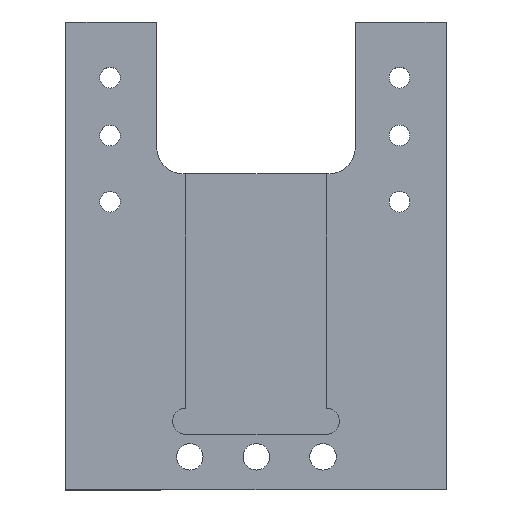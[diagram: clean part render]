
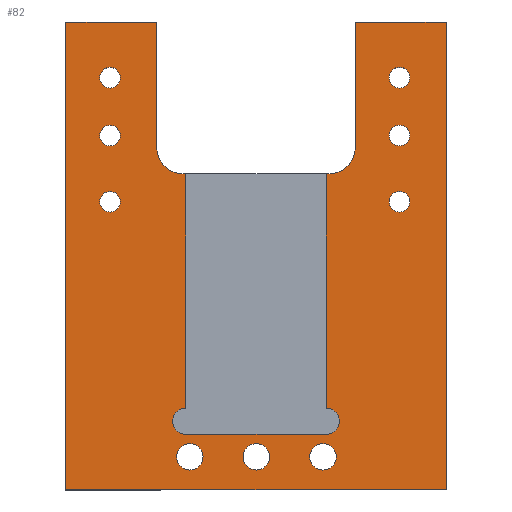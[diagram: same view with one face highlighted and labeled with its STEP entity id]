
A CAD part, top view. The second image highlights one B-rep face of the part: STEP entity #82.
In plain terms, the highlighted planar face has unit normal (0, 0, 1).
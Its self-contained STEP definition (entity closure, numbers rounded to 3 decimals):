
#82=ADVANCED_FACE('',(#224,#225,#226,#227,#228,#229,#230,#231,#232,#233),
#127,.T.);
#127=PLANE('',#780);
#144=LINE('',#1084,#184);
#145=LINE('',#1086,#185);
#146=LINE('',#1090,#186);
#147=LINE('',#1092,#187);
#148=LINE('',#1094,#188);
#149=LINE('',#1096,#189);
#150=LINE('',#1098,#190);
#151=LINE('',#1100,#191);
#152=LINE('',#1102,#192);
#153=LINE('',#1106,#193);
#154=LINE('',#1108,#194);
#155=LINE('',#1112,#195);
#184=VECTOR('',#864,1.);
#185=VECTOR('',#865,1.);
#186=VECTOR('',#868,1.);
#187=VECTOR('',#869,1.);
#188=VECTOR('',#870,1.);
#189=VECTOR('',#871,1.);
#190=VECTOR('',#872,1.);
#191=VECTOR('',#873,1.);
#192=VECTOR('',#874,1.);
#193=VECTOR('',#877,1.);
#194=VECTOR('',#878,1.);
#195=VECTOR('',#881,1.);
#224=FACE_BOUND('',#306,.T.);
#225=FACE_BOUND('',#307,.T.);
#226=FACE_BOUND('',#308,.T.);
#227=FACE_BOUND('',#309,.T.);
#228=FACE_BOUND('',#310,.T.);
#229=FACE_BOUND('',#311,.T.);
#230=FACE_BOUND('',#312,.T.);
#231=FACE_BOUND('',#313,.T.);
#232=FACE_BOUND('',#314,.T.);
#233=FACE_BOUND('',#315,.T.);
#306=EDGE_LOOP('',(#396));
#307=EDGE_LOOP('',(#397));
#308=EDGE_LOOP('',(#398,#399,#400,#401,#402,#403,#404,#405,#406,#407,#408,
#409,#410,#411,#412,#413));
#309=EDGE_LOOP('',(#414));
#310=EDGE_LOOP('',(#415));
#311=EDGE_LOOP('',(#416));
#312=EDGE_LOOP('',(#417));
#313=EDGE_LOOP('',(#418));
#314=EDGE_LOOP('',(#419));
#315=EDGE_LOOP('',(#420));
#396=ORIENTED_EDGE('',*,*,#638,.F.);
#397=ORIENTED_EDGE('',*,*,#639,.F.);
#398=ORIENTED_EDGE('',*,*,#640,.F.);
#399=ORIENTED_EDGE('',*,*,#641,.F.);
#400=ORIENTED_EDGE('',*,*,#642,.T.);
#401=ORIENTED_EDGE('',*,*,#643,.T.);
#402=ORIENTED_EDGE('',*,*,#644,.F.);
#403=ORIENTED_EDGE('',*,*,#645,.F.);
#404=ORIENTED_EDGE('',*,*,#646,.F.);
#405=ORIENTED_EDGE('',*,*,#647,.T.);
#406=ORIENTED_EDGE('',*,*,#648,.F.);
#407=ORIENTED_EDGE('',*,*,#649,.F.);
#408=ORIENTED_EDGE('',*,*,#650,.F.);
#409=ORIENTED_EDGE('',*,*,#651,.T.);
#410=ORIENTED_EDGE('',*,*,#652,.T.);
#411=ORIENTED_EDGE('',*,*,#653,.F.);
#412=ORIENTED_EDGE('',*,*,#654,.F.);
#413=ORIENTED_EDGE('',*,*,#655,.F.);
#414=ORIENTED_EDGE('',*,*,#656,.F.);
#415=ORIENTED_EDGE('',*,*,#657,.F.);
#416=ORIENTED_EDGE('',*,*,#658,.F.);
#417=ORIENTED_EDGE('',*,*,#659,.F.);
#418=ORIENTED_EDGE('',*,*,#660,.F.);
#419=ORIENTED_EDGE('',*,*,#661,.F.);
#420=ORIENTED_EDGE('',*,*,#662,.F.);
#564=VERTEX_POINT('',#1078);
#565=VERTEX_POINT('',#1080);
#566=VERTEX_POINT('',#1082);
#567=VERTEX_POINT('',#1083);
#568=VERTEX_POINT('',#1085);
#569=VERTEX_POINT('',#1087);
#570=VERTEX_POINT('',#1089);
#571=VERTEX_POINT('',#1091);
#572=VERTEX_POINT('',#1093);
#573=VERTEX_POINT('',#1095);
#574=VERTEX_POINT('',#1097);
#575=VERTEX_POINT('',#1099);
#576=VERTEX_POINT('',#1101);
#577=VERTEX_POINT('',#1103);
#578=VERTEX_POINT('',#1105);
#579=VERTEX_POINT('',#1107);
#580=VERTEX_POINT('',#1109);
#581=VERTEX_POINT('',#1111);
#582=VERTEX_POINT('',#1114);
#583=VERTEX_POINT('',#1116);
#584=VERTEX_POINT('',#1118);
#585=VERTEX_POINT('',#1120);
#586=VERTEX_POINT('',#1122);
#587=VERTEX_POINT('',#1124);
#588=VERTEX_POINT('',#1126);
#638=EDGE_CURVE('',#564,#564,#722,.T.);
#639=EDGE_CURVE('',#565,#565,#723,.T.);
#640=EDGE_CURVE('',#566,#567,#724,.T.);
#641=EDGE_CURVE('',#568,#566,#144,.T.);
#642=EDGE_CURVE('',#568,#569,#145,.T.);
#643=EDGE_CURVE('',#569,#570,#725,.T.);
#644=EDGE_CURVE('',#571,#570,#146,.T.);
#645=EDGE_CURVE('',#572,#571,#147,.T.);
#646=EDGE_CURVE('',#573,#572,#148,.T.);
#647=EDGE_CURVE('',#573,#574,#149,.T.);
#648=EDGE_CURVE('',#575,#574,#150,.T.);
#649=EDGE_CURVE('',#576,#575,#151,.T.);
#650=EDGE_CURVE('',#577,#576,#152,.T.);
#651=EDGE_CURVE('',#577,#578,#726,.T.);
#652=EDGE_CURVE('',#578,#579,#153,.T.);
#653=EDGE_CURVE('',#580,#579,#154,.T.);
#654=EDGE_CURVE('',#581,#580,#727,.T.);
#655=EDGE_CURVE('',#567,#581,#155,.T.);
#656=EDGE_CURVE('',#582,#582,#728,.T.);
#657=EDGE_CURVE('',#583,#583,#729,.T.);
#658=EDGE_CURVE('',#584,#584,#730,.T.);
#659=EDGE_CURVE('',#585,#585,#731,.T.);
#660=EDGE_CURVE('',#586,#586,#732,.T.);
#661=EDGE_CURVE('',#587,#587,#733,.T.);
#662=EDGE_CURVE('',#588,#588,#734,.T.);
#722=CIRCLE('',#767,1.25);
#723=CIRCLE('',#768,1.25);
#724=CIRCLE('',#769,1.588);
#725=CIRCLE('',#770,3.175);
#726=CIRCLE('',#771,3.175);
#727=CIRCLE('',#772,1.588);
#728=CIRCLE('',#773,1.25);
#729=CIRCLE('',#774,1.25);
#730=CIRCLE('',#775,1.25);
#731=CIRCLE('',#776,1.25);
#732=CIRCLE('',#777,1.6);
#733=CIRCLE('',#778,1.6);
#734=CIRCLE('',#779,1.6);
#767=AXIS2_PLACEMENT_3D('',#1077,#858,#859);
#768=AXIS2_PLACEMENT_3D('',#1079,#860,#861);
#769=AXIS2_PLACEMENT_3D('',#1081,#862,#863);
#770=AXIS2_PLACEMENT_3D('',#1088,#866,#867);
#771=AXIS2_PLACEMENT_3D('',#1104,#875,#876);
#772=AXIS2_PLACEMENT_3D('',#1110,#879,#880);
#773=AXIS2_PLACEMENT_3D('',#1113,#882,#883);
#774=AXIS2_PLACEMENT_3D('',#1115,#884,#885);
#775=AXIS2_PLACEMENT_3D('',#1117,#886,#887);
#776=AXIS2_PLACEMENT_3D('',#1119,#888,#889);
#777=AXIS2_PLACEMENT_3D('',#1121,#890,#891);
#778=AXIS2_PLACEMENT_3D('',#1123,#892,#893);
#779=AXIS2_PLACEMENT_3D('',#1125,#894,#895);
#780=AXIS2_PLACEMENT_3D('',#1127,#896,#897);
#858=DIRECTION('',(0.,0.,1.));
#859=DIRECTION('',(1.,0.,0.));
#860=DIRECTION('',(0.,0.,1.));
#861=DIRECTION('',(1.,0.,0.));
#862=DIRECTION('',(0.,0.,1.));
#863=DIRECTION('',(-1.,0.,0.));
#864=DIRECTION('',(0.,-1.,0.));
#865=DIRECTION('',(-1.,0.,0.));
#866=DIRECTION('',(0.,0.,-1.));
#867=DIRECTION('',(1.,0.,0.));
#868=DIRECTION('',(0.,-1.,0.));
#869=DIRECTION('',(1.,0.,0.));
#870=DIRECTION('',(0.,1.,0.));
#871=DIRECTION('',(1.,0.,0.));
#872=DIRECTION('',(0.,-1.,0.));
#873=DIRECTION('',(1.,0.,0.));
#874=DIRECTION('',(0.,1.,0.));
#875=DIRECTION('',(0.,0.,-1.));
#876=DIRECTION('',(1.,0.,0.));
#877=DIRECTION('',(-1.,0.,0.));
#878=DIRECTION('',(0.,1.,0.));
#879=DIRECTION('',(0.,0.,1.));
#880=DIRECTION('',(-1.,0.,0.));
#881=DIRECTION('',(1.,0.,0.));
#882=DIRECTION('',(0.,0.,1.));
#883=DIRECTION('',(1.,0.,0.));
#884=DIRECTION('',(0.,0.,1.));
#885=DIRECTION('',(1.,0.,0.));
#886=DIRECTION('',(0.,0.,1.));
#887=DIRECTION('',(1.,0.,0.));
#888=DIRECTION('',(0.,0.,1.));
#889=DIRECTION('',(1.,0.,0.));
#890=DIRECTION('',(0.,0.,1.));
#891=DIRECTION('',(1.,0.,0.));
#892=DIRECTION('',(0.,0.,1.));
#893=DIRECTION('',(1.,0.,0.));
#894=DIRECTION('',(0.,0.,1.));
#895=DIRECTION('',(1.,0.,0.));
#896=DIRECTION('',(0.,0.,1.));
#897=DIRECTION('',(1.,0.,0.));
#1077=CARTESIAN_POINT('',(33.352,49.845,6.35));
#1078=CARTESIAN_POINT('',(34.602,49.845,6.35));
#1079=CARTESIAN_POINT('',(-1.648,49.845,6.35));
#1080=CARTESIAN_POINT('',(-0.398,49.845,6.35));
#1081=CARTESIAN_POINT('',(7.5,8.293,6.35));
#1082=CARTESIAN_POINT('',(7.5,9.88,6.35));
#1083=CARTESIAN_POINT('',(7.5,6.705,6.35));
#1084=CARTESIAN_POINT('',(7.5,39.705,6.35));
#1085=CARTESIAN_POINT('',(7.5,38.205,6.35));
#1086=CARTESIAN_POINT('',(28.,38.205,6.35));
#1087=CARTESIAN_POINT('',(7.175,38.205,6.35));
#1088=CARTESIAN_POINT('',(7.175,41.38,6.35));
#1089=CARTESIAN_POINT('',(4.,41.38,6.35));
#1090=CARTESIAN_POINT('',(4.,46.575,6.35));
#1091=CARTESIAN_POINT('',(4.,56.575,6.35));
#1092=CARTESIAN_POINT('',(-7.,56.575,6.35));
#1093=CARTESIAN_POINT('',(-7.,56.575,6.35));
#1094=CARTESIAN_POINT('',(-7.,39.075,6.35));
#1095=CARTESIAN_POINT('',(-7.,0.,6.35));
#1096=CARTESIAN_POINT('',(0.,0.,6.35));
#1097=CARTESIAN_POINT('',(39.,0.,6.35));
#1098=CARTESIAN_POINT('',(39.,46.575,6.35));
#1099=CARTESIAN_POINT('',(39.,56.575,6.35));
#1100=CARTESIAN_POINT('',(28.,56.575,6.35));
#1101=CARTESIAN_POINT('',(28.,56.575,6.35));
#1102=CARTESIAN_POINT('',(28.,39.075,6.35));
#1103=CARTESIAN_POINT('',(28.,41.38,6.35));
#1104=CARTESIAN_POINT('',(24.825,41.38,6.35));
#1105=CARTESIAN_POINT('',(24.825,38.205,6.35));
#1106=CARTESIAN_POINT('',(28.,38.205,6.35));
#1107=CARTESIAN_POINT('',(24.5,38.205,6.35));
#1108=CARTESIAN_POINT('',(24.5,6.705,6.35));
#1109=CARTESIAN_POINT('',(24.5,9.88,6.35));
#1110=CARTESIAN_POINT('',(24.5,8.293,6.35));
#1111=CARTESIAN_POINT('',(24.5,6.705,6.35));
#1112=CARTESIAN_POINT('',(7.5,6.705,6.35));
#1113=CARTESIAN_POINT('',(33.352,42.845,6.35));
#1114=CARTESIAN_POINT('',(34.602,42.845,6.35));
#1115=CARTESIAN_POINT('',(33.352,34.845,6.35));
#1116=CARTESIAN_POINT('',(34.602,34.845,6.35));
#1117=CARTESIAN_POINT('',(-1.648,42.845,6.35));
#1118=CARTESIAN_POINT('',(-0.398,42.845,6.35));
#1119=CARTESIAN_POINT('',(-1.648,34.845,6.35));
#1120=CARTESIAN_POINT('',(-0.398,34.845,6.35));
#1121=CARTESIAN_POINT('',(16.05,4.,6.35));
#1122=CARTESIAN_POINT('',(17.65,4.,6.35));
#1123=CARTESIAN_POINT('',(24.1,4.,6.35));
#1124=CARTESIAN_POINT('',(25.7,4.,6.35));
#1125=CARTESIAN_POINT('',(8.,4.,6.35));
#1126=CARTESIAN_POINT('',(9.6,4.,6.35));
#1127=CARTESIAN_POINT('',(0.,0.,6.35));
